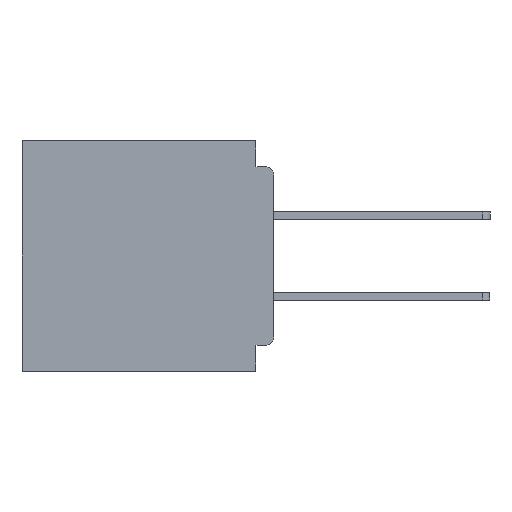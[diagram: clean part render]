
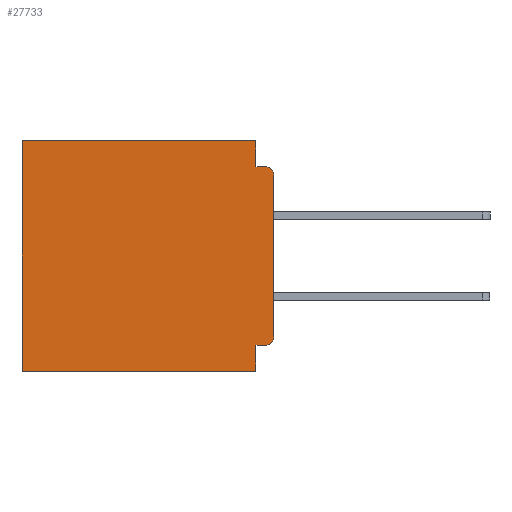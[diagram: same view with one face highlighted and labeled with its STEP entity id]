
A CAD part, left-side view. The second image highlights one B-rep face of the part: STEP entity #27733.
In plain terms, the highlighted planar face has unit normal (-1, 0, 0).
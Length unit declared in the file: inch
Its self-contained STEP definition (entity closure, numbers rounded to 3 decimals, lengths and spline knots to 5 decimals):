
#305 = AXIS2_PLACEMENT_3D ( 'NONE', #1081, #23203, #4221 ) ;
#1081 = CARTESIAN_POINT ( 'NONE',  ( 0.3, 0., -0.4 ) ) ;
#1326 = DIRECTION ( 'NONE',  ( 0., 0., -1. ) ) ;
#1953 = ORIENTED_EDGE ( 'NONE', *, *, #37394, .T. ) ;
#2279 = VECTOR ( 'NONE', #19730, 39.37008 ) ;
#2808 = AXIS2_PLACEMENT_3D ( 'NONE', #39116, #20249, #1326 ) ;
#3986 = ORIENTED_EDGE ( 'NONE', *, *, #24756, .T. ) ;
#4221 = DIRECTION ( 'NONE',  ( 0., 0., -1. ) ) ;
#4677 = CARTESIAN_POINT ( 'NONE',  ( 0.3, 0., -0.045 ) ) ;
#5146 = VERTEX_POINT ( 'NONE', #13717 ) ;
#5432 = VECTOR ( 'NONE', #33515, 39.37008 ) ;
#5738 = CARTESIAN_POINT ( 'NONE',  ( 0.3, 0., 0. ) ) ;
#5898 = LINE ( 'NONE', #20002, #21729 ) ;
#5941 = ORIENTED_EDGE ( 'NONE', *, *, #14720, .F. ) ;
#5966 = VERTEX_POINT ( 'NONE', #32374 ) ;
#6433 = VERTEX_POINT ( 'NONE', #37717 ) ;
#6486 = ORIENTED_EDGE ( 'NONE', *, *, #19089, .F. ) ;
#7142 = CARTESIAN_POINT ( 'NONE',  ( 0.3, 0., -0.06 ) ) ;
#7221 = VECTOR ( 'NONE', #9287, 39.37008 ) ;
#7554 = EDGE_CURVE ( 'NONE', #24648, #8605, #35861, .T. ) ;
#7645 = VECTOR ( 'NONE', #27856, 39.37008 ) ;
#8304 = LINE ( 'NONE', #14139, #9300 ) ;
#8605 = VERTEX_POINT ( 'NONE', #38639 ) ;
#9259 = VECTOR ( 'NONE', #36284, 39.37008 ) ;
#9287 = DIRECTION ( 'NONE',  ( 0., 0., -1. ) ) ;
#9300 = VECTOR ( 'NONE', #26681, 39.37008 ) ;
#9977 = CIRCLE ( 'NONE', #2808, 0.015 ) ;
#10287 = FACE_OUTER_BOUND ( 'NONE', #13904, .T. ) ;
#11261 = EDGE_CURVE ( 'NONE', #29396, #17578, #13848, .T. ) ;
#13717 = CARTESIAN_POINT ( 'NONE',  ( 0.3, 0.031, -0.4 ) ) ;
#13848 = LINE ( 'NONE', #27205, #5432 ) ;
#13904 = EDGE_LOOP ( 'NONE', ( #20211, #1953, #5941, #16309, #16813, #32124, #27749, #6486, #26234, #3986 ) ) ;
#14139 = CARTESIAN_POINT ( 'NONE',  ( 0.3, 0.031, 0. ) ) ;
#14720 = EDGE_CURVE ( 'NONE', #20873, #6433, #18619, .T. ) ;
#15541 = CARTESIAN_POINT ( 'NONE',  ( 0.3, 0.015, -0.06 ) ) ;
#16134 = CARTESIAN_POINT ( 'NONE',  ( 0.3, 0.031, -0.355 ) ) ;
#16309 = ORIENTED_EDGE ( 'NONE', *, *, #21271, .F. ) ;
#16569 = VERTEX_POINT ( 'NONE', #26491 ) ;
#16813 = ORIENTED_EDGE ( 'NONE', *, *, #33917, .T. ) ;
#17578 = VERTEX_POINT ( 'NONE', #16134 ) ;
#18619 = LINE ( 'NONE', #4677, #9259 ) ;
#18681 = DIRECTION ( 'NONE',  ( 0., 0., -1. ) ) ;
#19089 = EDGE_CURVE ( 'NONE', #17578, #5146, #5898, .T. ) ;
#19730 = DIRECTION ( 'NONE',  ( 0., 1., 0. ) ) ;
#20002 = CARTESIAN_POINT ( 'NONE',  ( 0.3, 0.031, -0.4 ) ) ;
#20211 = ORIENTED_EDGE ( 'NONE', *, *, #7554, .F. ) ;
#20249 = DIRECTION ( 'NONE',  ( -1., 0., 0. ) ) ;
#20873 = VERTEX_POINT ( 'NONE', #36883 ) ;
#21271 = EDGE_CURVE ( 'NONE', #5966, #20873, #8304, .T. ) ;
#21729 = VECTOR ( 'NONE', #29538, 39.37008 ) ;
#23203 = DIRECTION ( 'NONE',  ( 1., 0., 0. ) ) ;
#24467 = LINE ( 'NONE', #5738, #7645 ) ;
#24648 = VERTEX_POINT ( 'NONE', #7142 ) ;
#24756 = EDGE_CURVE ( 'NONE', #29396, #8605, #9977, .T. ) ;
#26234 = ORIENTED_EDGE ( 'NONE', *, *, #11261, .F. ) ;
#26491 = CARTESIAN_POINT ( 'NONE',  ( 0.3, 0.437, 0. ) ) ;
#26512 = AXIS2_PLACEMENT_3D ( 'NONE', #15541, #37565, #18681 ) ;
#26681 = DIRECTION ( 'NONE',  ( 0., 0., -1. ) ) ;
#27205 = CARTESIAN_POINT ( 'NONE',  ( 0.3, 0., -0.355 ) ) ;
#27518 = VECTOR ( 'NONE', #40531, 39.37008 ) ;
#27733 = ADVANCED_FACE ( 'NONE', ( #10287 ), #35714, .F. ) ;
#27749 = ORIENTED_EDGE ( 'NONE', *, *, #28924, .F. ) ;
#27856 = DIRECTION ( 'NONE',  ( 0., 1., 0. ) ) ;
#28694 = EDGE_CURVE ( 'NONE', #16569, #37148, #33387, .T. ) ;
#28924 = EDGE_CURVE ( 'NONE', #5146, #37148, #32851, .T. ) ;
#29282 = CARTESIAN_POINT ( 'NONE',  ( 0.3, 0., -0.4 ) ) ;
#29396 = VERTEX_POINT ( 'NONE', #40768 ) ;
#29538 = DIRECTION ( 'NONE',  ( 0., 0., -1. ) ) ;
#31055 = CARTESIAN_POINT ( 'NONE',  ( 0.3, 0., -0.4 ) ) ;
#32124 = ORIENTED_EDGE ( 'NONE', *, *, #28694, .T. ) ;
#32374 = CARTESIAN_POINT ( 'NONE',  ( 0.3, 0.031, 0. ) ) ;
#32487 = CIRCLE ( 'NONE', #26512, 0.015 ) ;
#32851 = LINE ( 'NONE', #29282, #2279 ) ;
#33163 = CARTESIAN_POINT ( 'NONE',  ( 0.3, 0.437, -0.4 ) ) ;
#33387 = LINE ( 'NONE', #37671, #7221 ) ;
#33515 = DIRECTION ( 'NONE',  ( 0., 1., 0. ) ) ;
#33917 = EDGE_CURVE ( 'NONE', #5966, #16569, #24467, .T. ) ;
#35714 = PLANE ( 'NONE',  #305 ) ;
#35861 = LINE ( 'NONE', #31055, #27518 ) ;
#36284 = DIRECTION ( 'NONE',  ( 0., -1., 0. ) ) ;
#36883 = CARTESIAN_POINT ( 'NONE',  ( 0.3, 0.031, -0.045 ) ) ;
#37148 = VERTEX_POINT ( 'NONE', #33163 ) ;
#37394 = EDGE_CURVE ( 'NONE', #24648, #6433, #32487, .T. ) ;
#37565 = DIRECTION ( 'NONE',  ( -1., 0., 0. ) ) ;
#37671 = CARTESIAN_POINT ( 'NONE',  ( 0.3, 0.437, -0.4 ) ) ;
#37717 = CARTESIAN_POINT ( 'NONE',  ( 0.3, 0.015, -0.045 ) ) ;
#38639 = CARTESIAN_POINT ( 'NONE',  ( 0.3, 0., -0.34 ) ) ;
#39116 = CARTESIAN_POINT ( 'NONE',  ( 0.3, 0.015, -0.34 ) ) ;
#40531 = DIRECTION ( 'NONE',  ( 0., 0., -1. ) ) ;
#40768 = CARTESIAN_POINT ( 'NONE',  ( 0.3, 0.015, -0.355 ) ) ;
